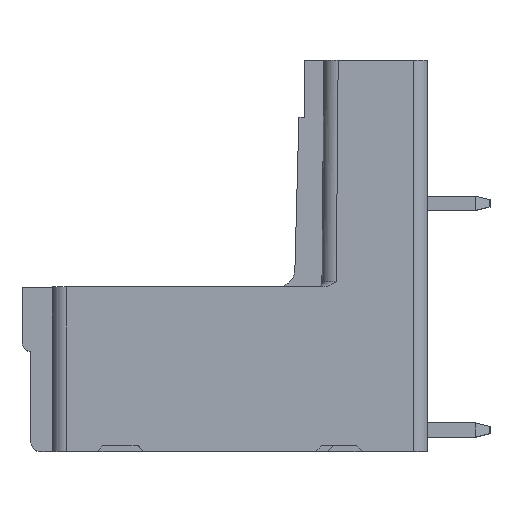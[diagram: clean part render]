
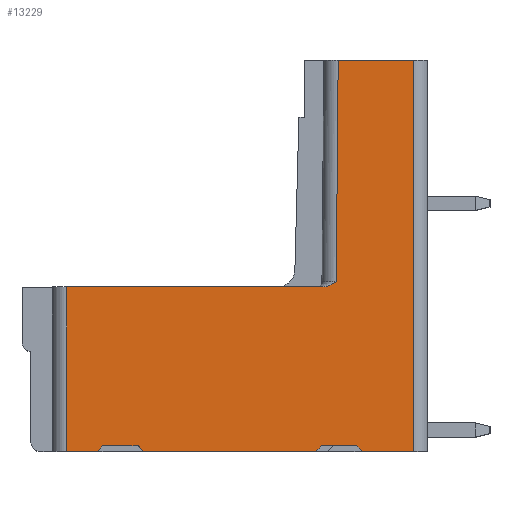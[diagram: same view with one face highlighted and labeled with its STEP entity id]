
A CAD part, top view. The second image highlights one B-rep face of the part: STEP entity #13229.
In plain terms, the highlighted planar face has unit normal (0, 0, 1).
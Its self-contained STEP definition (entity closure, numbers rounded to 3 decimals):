
#1241=DIRECTION('',(1.,0.,0.));
#1242=VECTOR('',#1241,1.7);
#1243=CARTESIAN_POINT('',(-20.194,0.,
-99.783));
#1244=LINE('',#1243,#1242);
#1265=DIRECTION('',(1.,0.,0.));
#1266=VECTOR('',#1265,9.65);
#1267=CARTESIAN_POINT('',(-15.894,0.,
-99.783));
#1268=LINE('',#1267,#1266);
#1982=DIRECTION('',(-1.,0.,0.));
#1983=VECTOR('',#1982,14.337);
#1984=CARTESIAN_POINT('',(-5.857,9.2,
-99.783));
#1985=LINE('',#1984,#1983);
#2303=CARTESIAN_POINT('',(-5.857,9.2,
-99.783));
#2304=CARTESIAN_POINT('',(-5.826,9.2,
-99.783));
#2305=CARTESIAN_POINT('',(-5.76,9.204,
-99.783));
#2306=CARTESIAN_POINT('',(-5.649,9.226,
-99.783));
#2307=CARTESIAN_POINT('',(-5.528,9.266,
-99.783));
#2308=CARTESIAN_POINT('',(-5.398,9.326,
-99.783));
#2309=CARTESIAN_POINT('',(-5.257,9.404,
-99.783));
#2310=CARTESIAN_POINT('',(-5.155,9.467,
-99.783));
#2311=CARTESIAN_POINT('',(-5.102,9.5,
-99.783));
#2313=DIRECTION('',(0.009,1.,0.));
#2314=VECTOR('',#2313,12.4);
#2315=CARTESIAN_POINT('',(-5.102,9.5,
-99.783));
#2316=LINE('',#2315,#2314);
#2317=DIRECTION('',(-1.,0.,0.));
#2318=VECTOR('',#2317,2.85);
#2319=CARTESIAN_POINT('',(-0.794,0.,
-99.783));
#2320=LINE('',#2319,#2318);
#2321=DIRECTION('',(-0.707,0.707,0.));
#2322=VECTOR('',#2321,0.424);
#2323=CARTESIAN_POINT('',(-3.644,0.,
-99.783));
#2324=LINE('',#2323,#2322);
#2325=DIRECTION('',(-1.,0.,0.));
#2326=VECTOR('',#2325,2.);
#2327=CARTESIAN_POINT('',(-3.944,0.3,
-99.783));
#2328=LINE('',#2327,#2326);
#2329=DIRECTION('',(-0.707,-0.707,0.));
#2330=VECTOR('',#2329,0.424);
#2331=CARTESIAN_POINT('',(-5.944,0.3,
-99.783));
#2332=LINE('',#2331,#2330);
#2333=DIRECTION('',(-0.707,0.707,0.));
#2334=VECTOR('',#2333,0.424);
#2335=CARTESIAN_POINT('',(-15.894,0.,
-99.783));
#2336=LINE('',#2335,#2334);
#2337=DIRECTION('',(-1.,0.,0.));
#2338=VECTOR('',#2337,2.);
#2339=CARTESIAN_POINT('',(-16.194,0.3,
-99.783));
#2340=LINE('',#2339,#2338);
#2341=DIRECTION('',(-0.707,-0.707,0.));
#2342=VECTOR('',#2341,0.424);
#2343=CARTESIAN_POINT('',(-18.194,0.3,
-99.783));
#2344=LINE('',#2343,#2342);
#2345=CARTESIAN_POINT('',(-5.857,9.2,
-99.783));
#2521=DIRECTION('',(-1.,0.,0.));
#2522=VECTOR('',#2521,4.2);
#2523=CARTESIAN_POINT('',(-0.794,21.9,-99.783));
#2524=LINE('',#2523,#2522);
#5701=DIRECTION('',(0.,1.,0.));
#5702=VECTOR('',#5701,21.9);
#5703=CARTESIAN_POINT('',(-0.794,0.,
-99.783));
#5704=LINE('',#5703,#5702);
#5726=DIRECTION('',(0.,-1.,0.));
#5727=VECTOR('',#5726,9.2);
#5728=CARTESIAN_POINT('',(-20.194,9.2,-99.783));
#5729=LINE('',#5728,#5727);
#8792=VERTEX_POINT('',#2345);
#8793=CARTESIAN_POINT('',(-20.194,9.2,-99.783));
#8794=VERTEX_POINT('',#8793);
#8845=CARTESIAN_POINT('',(-0.794,21.9,-99.783));
#8846=VERTEX_POINT('',#8845);
#8847=CARTESIAN_POINT('',(-4.994,21.9,-99.783));
#8848=VERTEX_POINT('',#8847);
#9214=CARTESIAN_POINT('',(-20.194,0.,
-99.783));
#9215=VERTEX_POINT('',#9214);
#9216=CARTESIAN_POINT('',(-18.494,0.,
-99.783));
#9217=VERTEX_POINT('',#9216);
#9230=CARTESIAN_POINT('',(-15.894,0.,
-99.783));
#9231=VERTEX_POINT('',#9230);
#9232=CARTESIAN_POINT('',(-6.244,0.,
-99.783));
#9233=VERTEX_POINT('',#9232);
#9238=CARTESIAN_POINT('',(-3.644,0.,
-99.783));
#9239=VERTEX_POINT('',#9238);
#9240=CARTESIAN_POINT('',(-0.794,0.,
-99.783));
#9241=VERTEX_POINT('',#9240);
#9334=VERTEX_POINT('',#2311);
#9335=CARTESIAN_POINT('',(-3.944,0.3,
-99.783));
#9336=VERTEX_POINT('',#9335);
#9337=CARTESIAN_POINT('',(-5.944,0.3,
-99.783));
#9338=VERTEX_POINT('',#9337);
#9339=CARTESIAN_POINT('',(-16.194,0.3,
-99.783));
#9340=VERTEX_POINT('',#9339);
#9341=CARTESIAN_POINT('',(-18.194,0.3,
-99.783));
#9342=VERTEX_POINT('',#9341);
#13199=CARTESIAN_POINT('',(-6.202,9.5,-99.783));
#13200=DIRECTION('',(0.,0.,1.));
#13201=DIRECTION('',(-1.,0.,0.));
#13202=AXIS2_PLACEMENT_3D('',#13199,#13200,#13201);
#13203=PLANE('',#13202);
#13204=ORIENTED_EDGE('',*,*,#12636,.F.);
#13206=ORIENTED_EDGE('',*,*,#13205,.T.);
#13208=ORIENTED_EDGE('',*,*,#13207,.T.);
#13210=ORIENTED_EDGE('',*,*,#13209,.F.);
#13212=ORIENTED_EDGE('',*,*,#13211,.F.);
#13213=ORIENTED_EDGE('',*,*,#11742,.T.);
#13215=ORIENTED_EDGE('',*,*,#13214,.T.);
#13217=ORIENTED_EDGE('',*,*,#13216,.T.);
#13219=ORIENTED_EDGE('',*,*,#13218,.T.);
#13220=ORIENTED_EDGE('',*,*,#11718,.F.);
#13221=ORIENTED_EDGE('',*,*,#13166,.T.);
#13222=ORIENTED_EDGE('',*,*,#13180,.T.);
#13223=ORIENTED_EDGE('',*,*,#13193,.T.);
#13224=ORIENTED_EDGE('',*,*,#11702,.F.);
#13226=ORIENTED_EDGE('',*,*,#13225,.F.);
#13227=EDGE_LOOP('',(#13204,#13206,#13208,#13210,#13212,#13213,#13215,#13217,
#13219,#13220,#13221,#13222,#13223,#13224,#13226));
#13228=FACE_OUTER_BOUND('',#13227,.F.);
#13229=ADVANCED_FACE('',(#13228),#13203,.T.);
#2312=B_SPLINE_CURVE_WITH_KNOTS('',3,(#2303,#2304,#2305,#2306,#2307,#2308,#2309,
#2310,#2311),.UNSPECIFIED.,.F.,.F.,(4,1,1,1,1,1,4),(0.,0.167,
0.333,0.5,0.667,0.833,1.),
.UNSPECIFIED.);
#11702=EDGE_CURVE('',#9215,#9217,#1244,.T.);
#11718=EDGE_CURVE('',#9231,#9233,#1268,.T.);
#11742=EDGE_CURVE('',#9241,#9239,#2320,.T.);
#12636=EDGE_CURVE('',#8792,#8794,#1985,.T.);
#13166=EDGE_CURVE('',#9231,#9340,#2336,.T.);
#13180=EDGE_CURVE('',#9340,#9342,#2340,.T.);
#13193=EDGE_CURVE('',#9342,#9217,#2344,.T.);
#13205=EDGE_CURVE('',#8792,#9334,#2312,.T.);
#13207=EDGE_CURVE('',#9334,#8848,#2316,.T.);
#13209=EDGE_CURVE('',#8846,#8848,#2524,.T.);
#13211=EDGE_CURVE('',#9241,#8846,#5704,.T.);
#13214=EDGE_CURVE('',#9239,#9336,#2324,.T.);
#13216=EDGE_CURVE('',#9336,#9338,#2328,.T.);
#13218=EDGE_CURVE('',#9338,#9233,#2332,.T.);
#13225=EDGE_CURVE('',#8794,#9215,#5729,.T.);
